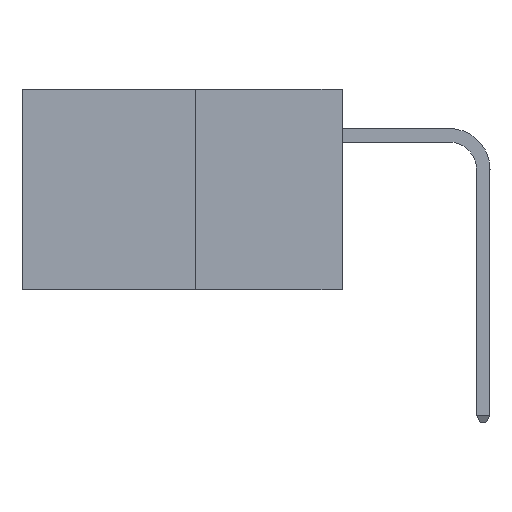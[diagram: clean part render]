
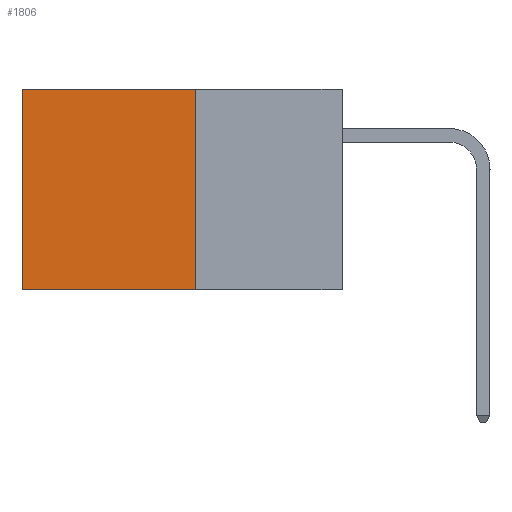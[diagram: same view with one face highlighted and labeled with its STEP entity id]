
A CAD part, left-side view. The second image highlights one B-rep face of the part: STEP entity #1806.
In plain terms, the highlighted planar face has unit normal (-1, 0, 0).
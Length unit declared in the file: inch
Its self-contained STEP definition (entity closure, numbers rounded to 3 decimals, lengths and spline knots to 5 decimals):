
#254 = EDGE_CURVE ( 'NONE', #10380, #2503, #3296, .T. ) ;
#280 = DIRECTION ( 'NONE',  ( 0., 0., -1. ) ) ;
#682 = EDGE_CURVE ( 'NONE', #2643, #2503, #8142, .T. ) ;
#914 = CARTESIAN_POINT ( 'NONE',  ( 0.277, 0.59, -0.37 ) ) ;
#1002 = VECTOR ( 'NONE', #11170, 39.37008 ) ;
#1556 = EDGE_LOOP ( 'NONE', ( #11070, #8162, #5567, #4595 ) ) ;
#1806 = ADVANCED_FACE ( 'NONE', ( #3283 ), #8569, .F. ) ;
#2503 = VERTEX_POINT ( 'NONE', #914 ) ;
#2643 = VERTEX_POINT ( 'NONE', #11162 ) ;
#2821 = CARTESIAN_POINT ( 'NONE',  ( 0.277, 0.27, 0. ) ) ;
#3283 = FACE_OUTER_BOUND ( 'NONE', #1556, .T. ) ;
#3296 = LINE ( 'NONE', #10923, #7991 ) ;
#3916 = CARTESIAN_POINT ( 'NONE',  ( 0.277, 0.27, -0.37 ) ) ;
#4213 = VECTOR ( 'NONE', #7484, 39.37008 ) ;
#4509 = EDGE_CURVE ( 'NONE', #8354, #10380, #8335, .T. ) ;
#4595 = ORIENTED_EDGE ( 'NONE', *, *, #4509, .T. ) ;
#5567 = ORIENTED_EDGE ( 'NONE', *, *, #10875, .F. ) ;
#6004 = VECTOR ( 'NONE', #6945, 39.37008 ) ;
#6711 = CARTESIAN_POINT ( 'NONE',  ( 0.277, 0.59, 0. ) ) ;
#6839 = LINE ( 'NONE', #3916, #4213 ) ;
#6945 = DIRECTION ( 'NONE',  ( 0., 1., 0. ) ) ;
#7022 = CARTESIAN_POINT ( 'NONE',  ( 0.277, 0.27, -0.37 ) ) ;
#7029 = CARTESIAN_POINT ( 'NONE',  ( 0.277, 0.27, 0. ) ) ;
#7484 = DIRECTION ( 'NONE',  ( 0., 0., -1. ) ) ;
#7911 = DIRECTION ( 'NONE',  ( 1., 0., 0. ) ) ;
#7991 = VECTOR ( 'NONE', #10813, 39.37008 ) ;
#8142 = LINE ( 'NONE', #7022, #1002 ) ;
#8162 = ORIENTED_EDGE ( 'NONE', *, *, #682, .F. ) ;
#8335 = LINE ( 'NONE', #7029, #6004 ) ;
#8354 = VERTEX_POINT ( 'NONE', #2821 ) ;
#8459 = CARTESIAN_POINT ( 'NONE',  ( 0.277, 0.27, -0.37 ) ) ;
#8569 = PLANE ( 'NONE',  #9263 ) ;
#9263 = AXIS2_PLACEMENT_3D ( 'NONE', #8459, #7911, #280 ) ;
#10380 = VERTEX_POINT ( 'NONE', #6711 ) ;
#10813 = DIRECTION ( 'NONE',  ( 0., 0., -1. ) ) ;
#10875 = EDGE_CURVE ( 'NONE', #8354, #2643, #6839, .T. ) ;
#10923 = CARTESIAN_POINT ( 'NONE',  ( 0.277, 0.59, -0.37 ) ) ;
#11070 = ORIENTED_EDGE ( 'NONE', *, *, #254, .T. ) ;
#11162 = CARTESIAN_POINT ( 'NONE',  ( 0.277, 0.27, -0.37 ) ) ;
#11170 = DIRECTION ( 'NONE',  ( 0., 1., 0. ) ) ;
